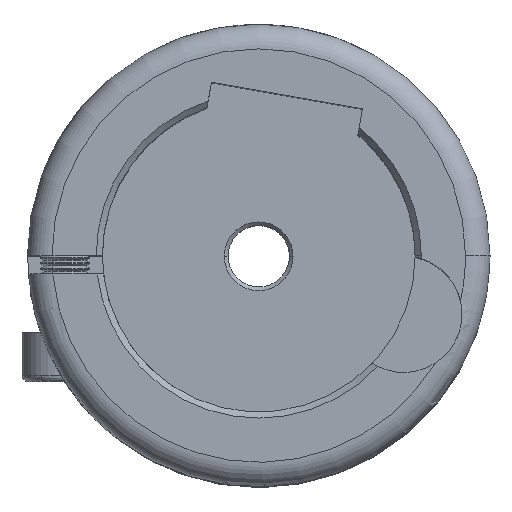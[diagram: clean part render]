
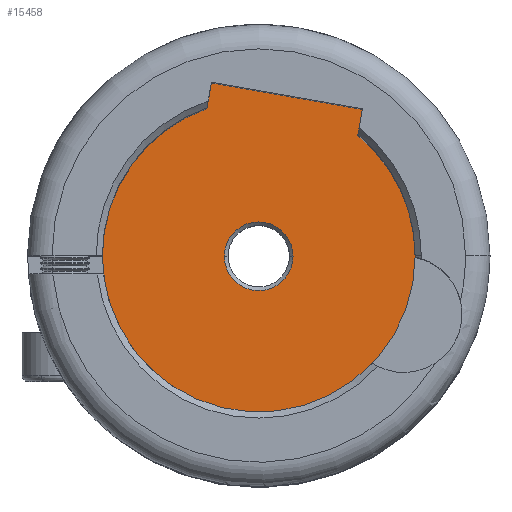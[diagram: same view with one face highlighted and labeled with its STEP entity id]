
A CAD part, top view. The second image highlights one B-rep face of the part: STEP entity #15458.
In plain terms, the highlighted planar face has unit normal (0, 0, 1).
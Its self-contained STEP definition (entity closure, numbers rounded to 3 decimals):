
#587 = DIRECTION ( 'NONE',  ( 0., 0., -1. ) ) ;
#669 = DIRECTION ( 'NONE',  ( 0., 0., 1. ) ) ;
#1354 = EDGE_LOOP ( 'NONE', ( #7452, #23571, #10154, #17943, #13725, #6345 ) ) ;
#1395 = CARTESIAN_POINT ( 'NONE',  ( -4.004, 1.371, -12.837 ) ) ;
#2212 = LINE ( 'NONE', #18839, #27967 ) ;
#4204 = DIRECTION ( 'NONE',  ( 0., 0., 1. ) ) ;
#4307 = CARTESIAN_POINT ( 'NONE',  ( -6.804, 1.371, -12.837 ) ) ;
#5194 = VERTEX_POINT ( 'NONE', #12272 ) ;
#5526 = CARTESIAN_POINT ( 'NONE',  ( 8.746, 1.371, -12.837 ) ) ;
#5605 = ORIENTED_EDGE ( 'NONE', *, *, #14204, .T. ) ;
#5708 = DIRECTION ( 'NONE',  ( 1., 0., 0. ) ) ;
#6085 = VECTOR ( 'NONE', #22503, 1000. ) ;
#6345 = ORIENTED_EDGE ( 'NONE', *, *, #14171, .T. ) ;
#6586 = CIRCLE ( 'NONE', #23624, 12.75 ) ;
#7452 = ORIENTED_EDGE ( 'NONE', *, *, #28481, .T. ) ;
#7726 = VERTEX_POINT ( 'NONE', #4307 ) ;
#8147 = CIRCLE ( 'NONE', #12056, 2.8 ) ;
#8307 = DIRECTION ( 'NONE',  ( 1., 0., 0. ) ) ;
#8318 = DIRECTION ( 'NONE',  ( 0.174, 0.985, 0. ) ) ;
#8740 = EDGE_CURVE ( 'NONE', #7726, #11562, #8147, .T. ) ;
#9243 = PLANE ( 'NONE',  #11448 ) ;
#10154 = ORIENTED_EDGE ( 'NONE', *, *, #14554, .T. ) ;
#11150 = VERTEX_POINT ( 'NONE', #5526 ) ;
#11237 = FACE_OUTER_BOUND ( 'NONE', #1354, .T. ) ;
#11448 = AXIS2_PLACEMENT_3D ( 'NONE', #27676, #4204, #16117 ) ;
#11562 = VERTEX_POINT ( 'NONE', #15276 ) ;
#12056 = AXIS2_PLACEMENT_3D ( 'NONE', #28645, #587, #23622 ) ;
#12087 = CARTESIAN_POINT ( 'NONE',  ( -4.004, 1.371, -12.837 ) ) ;
#12272 = CARTESIAN_POINT ( 'NONE',  ( 4.453, 13.333, -12.837 ) ) ;
#12929 = CIRCLE ( 'NONE', #22634, 12.75 ) ;
#13229 = CARTESIAN_POINT ( 'NONE',  ( -7.86, 15.504, -12.837 ) ) ;
#13725 = ORIENTED_EDGE ( 'NONE', *, *, #14026, .T. ) ;
#14026 = EDGE_CURVE ( 'NONE', #5194, #24712, #15527, .T. ) ;
#14171 = EDGE_CURVE ( 'NONE', #24712, #21896, #2212, .T. ) ;
#14204 = EDGE_CURVE ( 'NONE', #11562, #7726, #23128, .T. ) ;
#14415 = DIRECTION ( 'NONE',  ( -0.174, -0.985, 0. ) ) ;
#14554 = EDGE_CURVE ( 'NONE', #11150, #29192, #12929, .T. ) ;
#15048 = CARTESIAN_POINT ( 'NONE',  ( -4.004, 1.371, -12.837 ) ) ;
#15187 = DIRECTION ( 'NONE',  ( 0., 0., -1. ) ) ;
#15276 = CARTESIAN_POINT ( 'NONE',  ( -1.204, 1.371, -12.837 ) ) ;
#15294 = DIRECTION ( 'NONE',  ( 0., 0., 1. ) ) ;
#15408 = VECTOR ( 'NONE', #8318, 1000. ) ;
#15436 = ORIENTED_EDGE ( 'NONE', *, *, #8740, .T. ) ;
#15458 = ADVANCED_FACE ( 'NONE', ( #20831, #11237 ), #9243, .T. ) ;
#15527 = LINE ( 'NONE', #13229, #6085 ) ;
#16117 = DIRECTION ( 'NONE',  ( 1., 0., 0. ) ) ;
#17288 = CARTESIAN_POINT ( 'NONE',  ( -8.231, 13.4, -12.837 ) ) ;
#17370 = AXIS2_PLACEMENT_3D ( 'NONE', #12087, #20927, #21523 ) ;
#17498 = CARTESIAN_POINT ( 'NONE',  ( 4.453, 13.333, -12.837 ) ) ;
#17581 = CARTESIAN_POINT ( 'NONE',  ( 4.082, 11.229, -12.837 ) ) ;
#17732 = EDGE_CURVE ( 'NONE', #29192, #5194, #29040, .T. ) ;
#17943 = ORIENTED_EDGE ( 'NONE', *, *, #17732, .T. ) ;
#18839 = CARTESIAN_POINT ( 'NONE',  ( -7.86, 15.504, -12.837 ) ) ;
#19251 = AXIS2_PLACEMENT_3D ( 'NONE', #23854, #15187, #5708 ) ;
#20831 = FACE_BOUND ( 'NONE', #26758, .T. ) ;
#20927 = DIRECTION ( 'NONE',  ( 0., 0., 1. ) ) ;
#21523 = DIRECTION ( 'NONE',  ( 1., 0., 0. ) ) ;
#21896 = VERTEX_POINT ( 'NONE', #17288 ) ;
#22440 = DIRECTION ( 'NONE',  ( 1., 0., 0. ) ) ;
#22503 = DIRECTION ( 'NONE',  ( -0.985, 0.174, 0. ) ) ;
#22634 = AXIS2_PLACEMENT_3D ( 'NONE', #1395, #15294, #22440 ) ;
#23128 = CIRCLE ( 'NONE', #19251, 2.8 ) ;
#23571 = ORIENTED_EDGE ( 'NONE', *, *, #26425, .T. ) ;
#23622 = DIRECTION ( 'NONE',  ( 1., 0., 0. ) ) ;
#23624 = AXIS2_PLACEMENT_3D ( 'NONE', #15048, #669, #8307 ) ;
#23854 = CARTESIAN_POINT ( 'NONE',  ( -4.004, 1.371, -12.837 ) ) ;
#24712 = VERTEX_POINT ( 'NONE', #27567 ) ;
#25451 = VERTEX_POINT ( 'NONE', #27250 ) ;
#26425 = EDGE_CURVE ( 'NONE', #25451, #11150, #6586, .T. ) ;
#26758 = EDGE_LOOP ( 'NONE', ( #5605, #15436 ) ) ;
#27250 = CARTESIAN_POINT ( 'NONE',  ( -16.754, 1.371, -12.837 ) ) ;
#27555 = CIRCLE ( 'NONE', #17370, 12.75 ) ;
#27567 = CARTESIAN_POINT ( 'NONE',  ( -7.86, 15.504, -12.837 ) ) ;
#27676 = CARTESIAN_POINT ( 'NONE',  ( -4.004, 1.371, -12.837 ) ) ;
#27967 = VECTOR ( 'NONE', #14415, 1000. ) ;
#28481 = EDGE_CURVE ( 'NONE', #21896, #25451, #27555, .T. ) ;
#28645 = CARTESIAN_POINT ( 'NONE',  ( -4.004, 1.371, -12.837 ) ) ;
#29040 = LINE ( 'NONE', #17498, #15408 ) ;
#29192 = VERTEX_POINT ( 'NONE', #17581 ) ;
